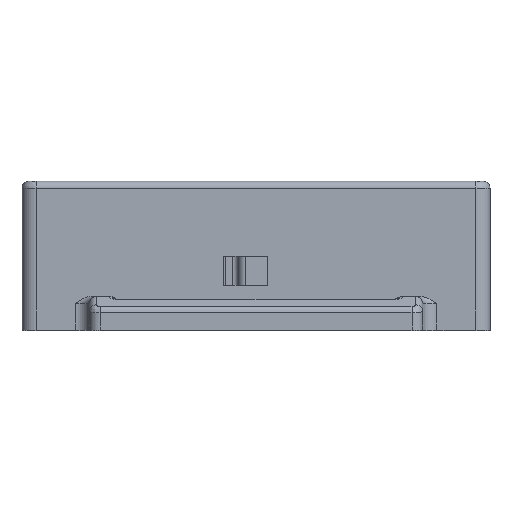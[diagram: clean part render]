
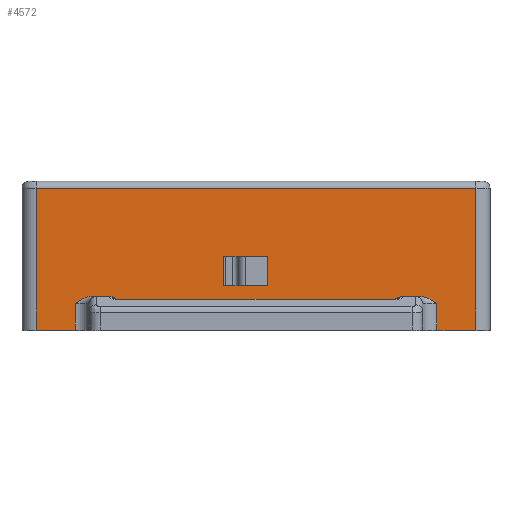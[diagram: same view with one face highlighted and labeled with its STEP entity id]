
A CAD part, top view. The second image highlights one B-rep face of the part: STEP entity #4572.
In plain terms, the highlighted planar face has unit normal (0, 0, 1).
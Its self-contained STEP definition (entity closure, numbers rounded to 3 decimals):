
#48=B_SPLINE_CURVE_WITH_KNOTS('',3,(#7488,#7489,#7490,#7491,#7492,#7493),
 .UNSPECIFIED.,.F.,.F.,(4,2,4),(0.283,0.338,0.401),
 .UNSPECIFIED.);
#50=B_SPLINE_CURVE_WITH_KNOTS('',3,(#7544,#7545,#7546,#7547,#7548,#7549),
 .UNSPECIFIED.,.F.,.F.,(4,2,4),(0.,0.062,0.117),
 .UNSPECIFIED.);
#57=B_SPLINE_CURVE_WITH_KNOTS('',3,(#7787,#7788,#7789,#7790,#7791,#7792),
 .UNSPECIFIED.,.F.,.F.,(4,2,4),(0.,0.146,0.234),
 .UNSPECIFIED.);
#58=B_SPLINE_CURVE_WITH_KNOTS('',3,(#7867,#7868,#7869,#7870,#7871,#7872),
 .UNSPECIFIED.,.F.,.F.,(4,2,4),(0.567,0.656,0.801),
 .UNSPECIFIED.);
#199=FACE_BOUND('',#674,.T.);
#409=FACE_OUTER_BOUND('',#673,.T.);
#673=EDGE_LOOP('',(#3933,#3934,#3935,#3936,#3937,#3938,#3939,#3940,#3941,
#3942,#3943,#3944,#3945,#3946,#3947,#3948));
#674=EDGE_LOOP('',(#3949,#3950,#3951,#3952));
#1200=LINE('',#7229,#1609);
#1204=LINE('',#7237,#1613);
#1207=LINE('',#7243,#1616);
#1210=LINE('',#7248,#1619);
#1265=LINE('',#7559,#1674);
#1270=LINE('',#7574,#1679);
#1325=LINE('',#8039,#1734);
#1327=LINE('',#8044,#1736);
#1329=LINE('',#8050,#1738);
#1330=LINE('',#8052,#1739);
#1331=LINE('',#8054,#1740);
#1332=LINE('',#8056,#1741);
#1333=LINE('',#8057,#1742);
#1334=LINE('',#8059,#1743);
#1335=LINE('',#8061,#1744);
#1336=LINE('',#8062,#1745);
#1609=VECTOR('',#5817,10.);
#1613=VECTOR('',#5823,10.);
#1616=VECTOR('',#5828,10.);
#1619=VECTOR('',#5833,10.);
#1674=VECTOR('',#6040,10.);
#1679=VECTOR('',#6053,10.);
#1734=VECTOR('',#6294,10.);
#1736=VECTOR('',#6300,10.);
#1738=VECTOR('',#6306,10.);
#1739=VECTOR('',#6307,10.);
#1740=VECTOR('',#6308,10.);
#1741=VECTOR('',#6309,10.);
#1742=VECTOR('',#6310,10.);
#1743=VECTOR('',#6311,10.);
#1744=VECTOR('',#6312,10.);
#1745=VECTOR('',#6313,10.);
#2033=VERTEX_POINT('',#7227);
#2034=VERTEX_POINT('',#7228);
#2037=VERTEX_POINT('',#7236);
#2039=VERTEX_POINT('',#7242);
#2093=VERTEX_POINT('',#7486);
#2094=VERTEX_POINT('',#7487);
#2098=VERTEX_POINT('',#7542);
#2099=VERTEX_POINT('',#7543);
#2102=VERTEX_POINT('',#7557);
#2108=VERTEX_POINT('',#7573);
#2145=VERTEX_POINT('',#7786);
#2152=VERTEX_POINT('',#7865);
#2183=VERTEX_POINT('',#8037);
#2184=VERTEX_POINT('',#8043);
#2186=VERTEX_POINT('',#8049);
#2187=VERTEX_POINT('',#8051);
#2188=VERTEX_POINT('',#8053);
#2189=VERTEX_POINT('',#8055);
#2190=VERTEX_POINT('',#8058);
#2191=VERTEX_POINT('',#8060);
#2574=EDGE_CURVE('',#2033,#2034,#1200,.T.);
#2578=EDGE_CURVE('',#2037,#2033,#1204,.T.);
#2581=EDGE_CURVE('',#2039,#2037,#1207,.T.);
#2584=EDGE_CURVE('',#2034,#2039,#1210,.T.);
#2669=EDGE_CURVE('',#2093,#2094,#48,.F.);
#2678=EDGE_CURVE('',#2098,#2099,#50,.F.);
#2684=EDGE_CURVE('',#2098,#2102,#1265,.T.);
#2691=EDGE_CURVE('',#2108,#2094,#1270,.T.);
#2742=EDGE_CURVE('',#2108,#2145,#57,.F.);
#2756=EDGE_CURVE('',#2152,#2102,#58,.F.);
#2811=EDGE_CURVE('',#2183,#2152,#1325,.T.);
#2813=EDGE_CURVE('',#2145,#2184,#1327,.T.);
#2816=EDGE_CURVE('',#2183,#2186,#1329,.T.);
#2817=EDGE_CURVE('',#2186,#2187,#1330,.T.);
#2818=EDGE_CURVE('',#2188,#2187,#1331,.T.);
#2819=EDGE_CURVE('',#2189,#2188,#1332,.T.);
#2820=EDGE_CURVE('',#2189,#2184,#1333,.T.);
#2821=EDGE_CURVE('',#2190,#2093,#1334,.T.);
#2822=EDGE_CURVE('',#2190,#2191,#1335,.T.);
#2823=EDGE_CURVE('',#2099,#2191,#1336,.T.);
#3933=ORIENTED_EDGE('',*,*,#2811,.F.);
#3934=ORIENTED_EDGE('',*,*,#2816,.T.);
#3935=ORIENTED_EDGE('',*,*,#2817,.T.);
#3936=ORIENTED_EDGE('',*,*,#2818,.F.);
#3937=ORIENTED_EDGE('',*,*,#2819,.F.);
#3938=ORIENTED_EDGE('',*,*,#2820,.T.);
#3939=ORIENTED_EDGE('',*,*,#2813,.F.);
#3940=ORIENTED_EDGE('',*,*,#2742,.F.);
#3941=ORIENTED_EDGE('',*,*,#2691,.T.);
#3942=ORIENTED_EDGE('',*,*,#2669,.F.);
#3943=ORIENTED_EDGE('',*,*,#2821,.F.);
#3944=ORIENTED_EDGE('',*,*,#2822,.T.);
#3945=ORIENTED_EDGE('',*,*,#2823,.F.);
#3946=ORIENTED_EDGE('',*,*,#2678,.F.);
#3947=ORIENTED_EDGE('',*,*,#2684,.T.);
#3948=ORIENTED_EDGE('',*,*,#2756,.F.);
#3949=ORIENTED_EDGE('',*,*,#2574,.T.);
#3950=ORIENTED_EDGE('',*,*,#2584,.T.);
#3951=ORIENTED_EDGE('',*,*,#2581,.T.);
#3952=ORIENTED_EDGE('',*,*,#2578,.T.);
#4345=PLANE('',#5046);
#4572=ADVANCED_FACE('',(#409,#199),#4345,.T.);
#5046=AXIS2_PLACEMENT_3D('',#8048,#6304,#6305);
#5817=DIRECTION('',(0.,-1.,0.));
#5823=DIRECTION('',(1.,0.,0.));
#5828=DIRECTION('',(0.,1.,0.));
#5833=DIRECTION('',(-1.,0.,0.));
#6040=DIRECTION('',(1.,0.,0.));
#6053=DIRECTION('',(1.,0.,0.));
#6294=DIRECTION('',(0.,1.,0.));
#6300=DIRECTION('',(0.,-1.,0.));
#6304=DIRECTION('center_axis',(0.,0.,1.));
#6305=DIRECTION('ref_axis',(1.,0.,0.));
#6306=DIRECTION('',(1.,0.,0.));
#6307=DIRECTION('',(0.,1.,0.));
#6308=DIRECTION('',(1.,0.,0.));
#6309=DIRECTION('',(0.,1.,0.));
#6310=DIRECTION('',(1.,0.,0.));
#6311=DIRECTION('',(0.,1.,0.));
#6312=DIRECTION('',(1.,0.,0.));
#6313=DIRECTION('',(0.,-1.,0.));
#7227=CARTESIAN_POINT('',(34.65,10.45,48.));
#7228=CARTESIAN_POINT('',(34.65,6.35,48.));
#7229=CARTESIAN_POINT('',(34.65,5.225,48.));
#7236=CARTESIAN_POINT('',(28.45,10.45,48.));
#7237=CARTESIAN_POINT('',(15.225,10.45,48.));
#7242=CARTESIAN_POINT('',(28.45,6.35,48.));
#7243=CARTESIAN_POINT('',(28.45,3.175,48.));
#7248=CARTESIAN_POINT('',(18.325,6.35,48.));
#7486=CARTESIAN_POINT('',(13.5,4.232,48.));
#7487=CARTESIAN_POINT('',(12.382,4.732,48.));
#7488=CARTESIAN_POINT('Ctrl Pts',(12.382,4.732,48.));
#7489=CARTESIAN_POINT('Ctrl Pts',(12.565,4.732,48.));
#7490=CARTESIAN_POINT('Ctrl Pts',(12.775,4.666,48.));
#7491=CARTESIAN_POINT('Ctrl Pts',(13.126,4.494,48.));
#7492=CARTESIAN_POINT('Ctrl Pts',(13.33,4.352,48.));
#7493=CARTESIAN_POINT('Ctrl Pts',(13.5,4.232,48.));
#7542=CARTESIAN_POINT('',(53.618,4.732,48.));
#7543=CARTESIAN_POINT('',(52.5,4.232,48.));
#7544=CARTESIAN_POINT('Ctrl Pts',(52.5,4.232,48.));
#7545=CARTESIAN_POINT('Ctrl Pts',(52.67,4.352,48.));
#7546=CARTESIAN_POINT('Ctrl Pts',(52.874,4.494,48.));
#7547=CARTESIAN_POINT('Ctrl Pts',(53.225,4.666,48.));
#7548=CARTESIAN_POINT('Ctrl Pts',(53.435,4.732,48.));
#7549=CARTESIAN_POINT('Ctrl Pts',(53.618,4.732,48.));
#7557=CARTESIAN_POINT('',(56.264,4.732,48.));
#7559=CARTESIAN_POINT('',(1.,4.732,48.));
#7573=CARTESIAN_POINT('',(9.736,4.732,48.));
#7574=CARTESIAN_POINT('',(1.,4.732,48.));
#7786=CARTESIAN_POINT('',(7.5,3.732,48.));
#7787=CARTESIAN_POINT('Ctrl Pts',(7.5,3.732,48.));
#7788=CARTESIAN_POINT('Ctrl Pts',(7.897,4.012,48.));
#7789=CARTESIAN_POINT('Ctrl Pts',(8.375,4.344,48.));
#7790=CARTESIAN_POINT('Ctrl Pts',(9.097,4.644,48.));
#7791=CARTESIAN_POINT('Ctrl Pts',(9.44,4.732,48.));
#7792=CARTESIAN_POINT('Ctrl Pts',(9.736,4.732,48.));
#7865=CARTESIAN_POINT('',(58.5,3.732,48.));
#7867=CARTESIAN_POINT('Ctrl Pts',(56.264,4.732,48.));
#7868=CARTESIAN_POINT('Ctrl Pts',(56.56,4.732,48.));
#7869=CARTESIAN_POINT('Ctrl Pts',(56.903,4.644,48.));
#7870=CARTESIAN_POINT('Ctrl Pts',(57.625,4.344,48.));
#7871=CARTESIAN_POINT('Ctrl Pts',(58.103,4.012,48.));
#7872=CARTESIAN_POINT('Ctrl Pts',(58.5,3.732,48.));
#8037=CARTESIAN_POINT('',(58.5,0.,48.));
#8039=CARTESIAN_POINT('',(58.5,1.183,48.));
#8043=CARTESIAN_POINT('',(7.5,0.,48.));
#8044=CARTESIAN_POINT('',(7.5,1.183,48.));
#8048=CARTESIAN_POINT('Origin',(2.,0.,48.));
#8049=CARTESIAN_POINT('',(64.,0.,48.));
#8050=CARTESIAN_POINT('',(2.,0.,48.));
#8051=CARTESIAN_POINT('',(64.,20.,48.));
#8052=CARTESIAN_POINT('',(64.,0.,48.));
#8053=CARTESIAN_POINT('',(2.,20.,48.));
#8054=CARTESIAN_POINT('',(17.5,20.,48.));
#8055=CARTESIAN_POINT('',(2.,0.,48.));
#8056=CARTESIAN_POINT('',(2.,0.,48.));
#8057=CARTESIAN_POINT('',(2.,0.,48.));
#8058=CARTESIAN_POINT('',(13.5,0.,48.));
#8059=CARTESIAN_POINT('',(13.5,1.183,48.));
#8060=CARTESIAN_POINT('',(52.5,0.,48.));
#8061=CARTESIAN_POINT('',(2.,0.,48.));
#8062=CARTESIAN_POINT('',(52.5,1.183,48.));
